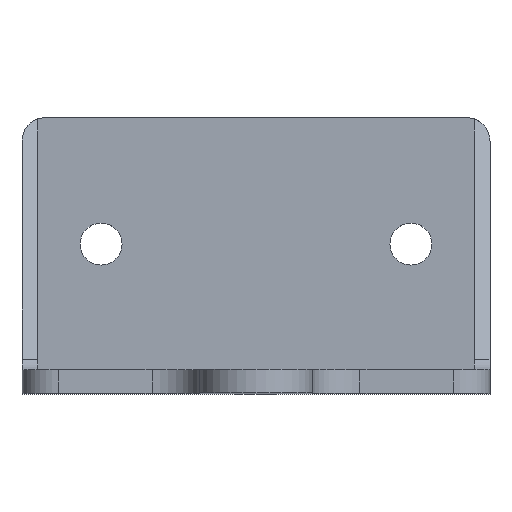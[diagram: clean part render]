
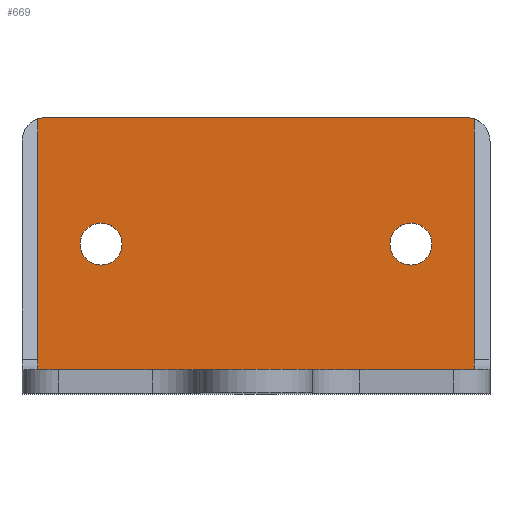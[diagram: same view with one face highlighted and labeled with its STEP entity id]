
A CAD part, top view. The second image highlights one B-rep face of the part: STEP entity #669.
In plain terms, the highlighted planar face has unit normal (0, 0, 1).
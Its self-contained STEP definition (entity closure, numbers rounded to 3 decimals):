
#17=FACE_BOUND('',#95,.T.);
#18=FACE_BOUND('',#96,.T.);
#35=PLANE('',#729);
#55=FACE_OUTER_BOUND('',#94,.T.);
#94=EDGE_LOOP('',(#484,#485,#486,#487,#488,#489));
#95=EDGE_LOOP('',(#490));
#96=EDGE_LOOP('',(#491));
#159=LINE('',#1057,#215);
#160=LINE('',#1059,#216);
#161=LINE('',#1061,#217);
#162=LINE('',#1062,#218);
#215=VECTOR('',#840,10.);
#216=VECTOR('',#841,10.);
#217=VECTOR('',#842,10.);
#218=VECTOR('',#843,10.);
#256=CIRCLE('',#717,3.);
#261=CIRCLE('',#727,3.);
#262=CIRCLE('',#730,2.65);
#263=CIRCLE('',#731,2.65);
#295=VERTEX_POINT('',#1009);
#296=VERTEX_POINT('',#1011);
#310=VERTEX_POINT('',#1047);
#311=VERTEX_POINT('',#1048);
#314=VERTEX_POINT('',#1058);
#315=VERTEX_POINT('',#1060);
#316=VERTEX_POINT('',#1063);
#317=VERTEX_POINT('',#1065);
#359=EDGE_CURVE('',#295,#296,#256,.T.);
#377=EDGE_CURVE('',#310,#311,#261,.T.);
#382=EDGE_CURVE('',#311,#295,#159,.T.);
#383=EDGE_CURVE('',#310,#314,#160,.T.);
#384=EDGE_CURVE('',#315,#314,#161,.T.);
#385=EDGE_CURVE('',#315,#296,#162,.T.);
#386=EDGE_CURVE('',#316,#316,#262,.T.);
#387=EDGE_CURVE('',#317,#317,#263,.T.);
#484=ORIENTED_EDGE('',*,*,#359,.F.);
#485=ORIENTED_EDGE('',*,*,#382,.F.);
#486=ORIENTED_EDGE('',*,*,#377,.F.);
#487=ORIENTED_EDGE('',*,*,#383,.T.);
#488=ORIENTED_EDGE('',*,*,#384,.F.);
#489=ORIENTED_EDGE('',*,*,#385,.T.);
#490=ORIENTED_EDGE('',*,*,#386,.T.);
#491=ORIENTED_EDGE('',*,*,#387,.T.);
#669=ADVANCED_FACE('',(#55,#17,#18),#35,.T.);
#717=AXIS2_PLACEMENT_3D('',#1012,#799,#800);
#727=AXIS2_PLACEMENT_3D('',#1049,#831,#832);
#729=AXIS2_PLACEMENT_3D('',#1056,#838,#839);
#730=AXIS2_PLACEMENT_3D('',#1064,#844,#845);
#731=AXIS2_PLACEMENT_3D('',#1066,#846,#847);
#799=DIRECTION('center_axis',(0.,0.,-1.));
#800=DIRECTION('ref_axis',(0.707,0.707,0.));
#831=DIRECTION('center_axis',(0.,0.,-1.));
#832=DIRECTION('ref_axis',(-0.707,0.707,0.));
#838=DIRECTION('center_axis',(0.,0.,1.));
#839=DIRECTION('ref_axis',(1.,0.,0.));
#840=DIRECTION('',(1.,0.,0.));
#841=DIRECTION('',(0.,-1.,0.));
#842=DIRECTION('',(-1.,0.,0.));
#843=DIRECTION('',(0.,1.,0.));
#844=DIRECTION('center_axis',(0.,0.,-1.));
#845=DIRECTION('ref_axis',(-1.,0.,0.));
#846=DIRECTION('center_axis',(0.,0.,-1.));
#847=DIRECTION('ref_axis',(-1.,0.,0.));
#1009=CARTESIAN_POINT('',(26.6,35.,-21.));
#1011=CARTESIAN_POINT('',(27.6,34.828,-21.));
#1012=CARTESIAN_POINT('Origin',(26.6,32.,-21.));
#1047=CARTESIAN_POINT('',(-27.6,34.828,-21.));
#1048=CARTESIAN_POINT('',(-26.6,35.,-21.));
#1049=CARTESIAN_POINT('Origin',(-26.6,32.,-21.));
#1056=CARTESIAN_POINT('Origin',(-29.6,0.,-21.));
#1057=CARTESIAN_POINT('',(-29.6,35.,-21.));
#1058=CARTESIAN_POINT('',(-27.6,3.,-21.));
#1059=CARTESIAN_POINT('',(-27.6,9.5,-21.));
#1060=CARTESIAN_POINT('',(27.6,3.,-21.));
#1061=CARTESIAN_POINT('',(-14.8,3.,-21.));
#1062=CARTESIAN_POINT('',(27.6,9.5,-21.));
#1063=CARTESIAN_POINT('',(22.25,19.,-21.));
#1064=CARTESIAN_POINT('Origin',(19.6,19.,-21.));
#1065=CARTESIAN_POINT('',(-16.95,19.,-21.));
#1066=CARTESIAN_POINT('Origin',(-19.6,19.,-21.));
